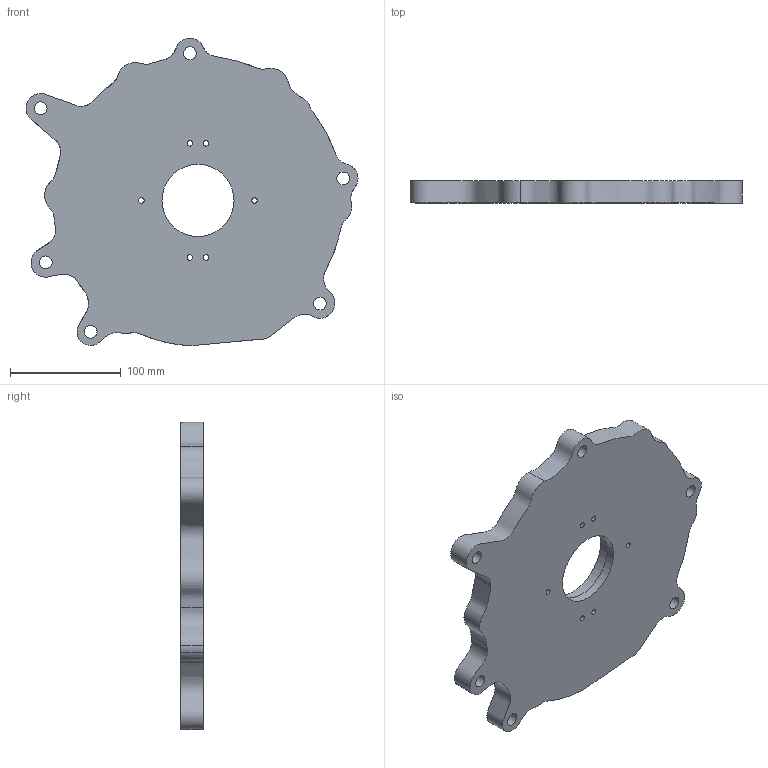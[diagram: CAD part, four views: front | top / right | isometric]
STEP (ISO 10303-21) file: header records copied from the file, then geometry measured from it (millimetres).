
FILE_DESCRIPTION(/* description */ (''),/* implementation_level */ '2;1');
FILE_NAME(/* name */ 'Adapter motor side v6.step',/* time_stamp */ '2020-08-13T14:12:33+10:00',/* author */ (''),/* organization */ (''),/* preprocessor_version */ 'ST-DEVELOPER v18.1',/* originating_system */ 'Autodesk Translation Framework v9.3.0.1241',/* authorisation */ '');
FILE_SCHEMA (('AUTOMOTIVE_DESIGN { 1 0 10303 214 3 1 1 }'));
Products named in the file (1): Adapter motor side
Bounding box: 299.32 x 20 x 277.14 mm (x, y, z)
Volume: 1085786.6 mm3; surface area: 139682.5 mm2
Topology: 1 solids, 1 shells, 24 faces, 63 edges, 42 vertices
Faces by surface type: cylinder 15, bspline 6, plane 3
Full cylindrical faces by diameter (mm): 5.035 x6, 11.5 x6, 65 x1, 72.03 x1
Entity records: 41304 total; most frequent: CARTESIAN_POINT 40629, ORIENTED_EDGE 126, DIRECTION 118, EDGE_CURVE 63, EDGE_LOOP 51, AXIS2_PLACEMENT_3D 49, VERTEX_POINT 42, CIRCLE 30
